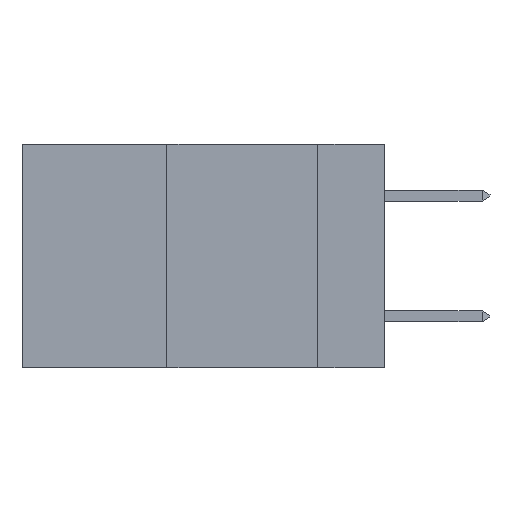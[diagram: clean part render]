
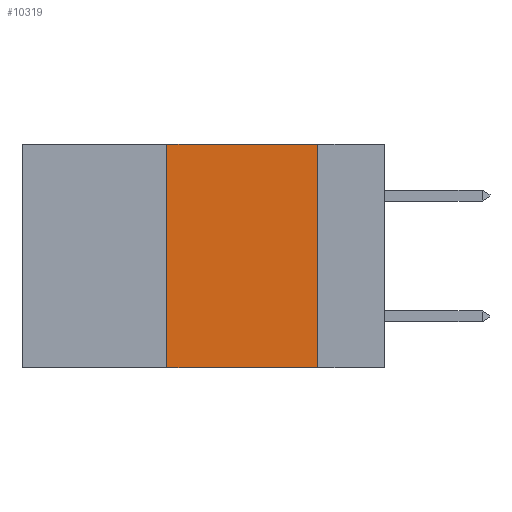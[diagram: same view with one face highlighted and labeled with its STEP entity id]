
A CAD part, left-side view. The second image highlights one B-rep face of the part: STEP entity #10319.
In plain terms, the highlighted planar face has unit normal (-1, 0, 0).
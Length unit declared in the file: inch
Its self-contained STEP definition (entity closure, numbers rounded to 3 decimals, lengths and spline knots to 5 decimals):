
#907 = LINE ( 'NONE', #9561, #13086 ) ;
#1131 = LINE ( 'NONE', #13279, #4079 ) ;
#1579 = DIRECTION ( 'NONE',  ( 0., 0., 1. ) ) ;
#1979 = ORIENTED_EDGE ( 'NONE', *, *, #12102, .F. ) ;
#2802 = CARTESIAN_POINT ( 'NONE',  ( 0., 0.36, -0.37 ) ) ;
#2995 = VECTOR ( 'NONE', #10463, 39.37008 ) ;
#3135 = CARTESIAN_POINT ( 'NONE',  ( 0., 0.11, 0. ) ) ;
#3453 = DIRECTION ( 'NONE',  ( 0., -1., 0. ) ) ;
#3598 = ORIENTED_EDGE ( 'NONE', *, *, #8938, .F. ) ;
#4079 = VECTOR ( 'NONE', #6154, 39.37008 ) ;
#5833 = LINE ( 'NONE', #10200, #14885 ) ;
#5992 = FACE_OUTER_BOUND ( 'NONE', #9491, .T. ) ;
#6154 = DIRECTION ( 'NONE',  ( 0., -1., 0. ) ) ;
#6171 = EDGE_CURVE ( 'NONE', #11899, #15264, #5833, .T. ) ;
#6558 = VERTEX_POINT ( 'NONE', #8567 ) ;
#6724 = CARTESIAN_POINT ( 'NONE',  ( 0., 0.11, -0.37 ) ) ;
#7305 = CARTESIAN_POINT ( 'NONE',  ( 0., 0.6, 0. ) ) ;
#8536 = DIRECTION ( 'NONE',  ( 0., 0., -1. ) ) ;
#8567 = CARTESIAN_POINT ( 'NONE',  ( 0., 0.11, 0. ) ) ;
#8938 = EDGE_CURVE ( 'NONE', #15264, #6558, #1131, .T. ) ;
#9172 = LINE ( 'NONE', #3135, #2995 ) ;
#9228 = VERTEX_POINT ( 'NONE', #6724 ) ;
#9491 = EDGE_LOOP ( 'NONE', ( #1979, #3598, #13913, #11219 ) ) ;
#9561 = CARTESIAN_POINT ( 'NONE',  ( 0., 0.6, -0.37 ) ) ;
#10200 = CARTESIAN_POINT ( 'NONE',  ( 0., 0.36, 0. ) ) ;
#10319 = ADVANCED_FACE ( 'NONE', ( #5992 ), #12052, .F. ) ;
#10463 = DIRECTION ( 'NONE',  ( 0., 0., -1. ) ) ;
#11020 = CARTESIAN_POINT ( 'NONE',  ( 0., 0.36, 0. ) ) ;
#11219 = ORIENTED_EDGE ( 'NONE', *, *, #13355, .T. ) ;
#11899 = VERTEX_POINT ( 'NONE', #2802 ) ;
#12052 = PLANE ( 'NONE',  #15456 ) ;
#12102 = EDGE_CURVE ( 'NONE', #6558, #9228, #9172, .T. ) ;
#13086 = VECTOR ( 'NONE', #3453, 39.37008 ) ;
#13279 = CARTESIAN_POINT ( 'NONE',  ( 0., 0.6, 0. ) ) ;
#13355 = EDGE_CURVE ( 'NONE', #11899, #9228, #907, .T. ) ;
#13913 = ORIENTED_EDGE ( 'NONE', *, *, #6171, .F. ) ;
#14885 = VECTOR ( 'NONE', #1579, 39.37008 ) ;
#15264 = VERTEX_POINT ( 'NONE', #11020 ) ;
#15456 = AXIS2_PLACEMENT_3D ( 'NONE', #7305, #15466, #8536 ) ;
#15466 = DIRECTION ( 'NONE',  ( 1., 0., 0. ) ) ;
